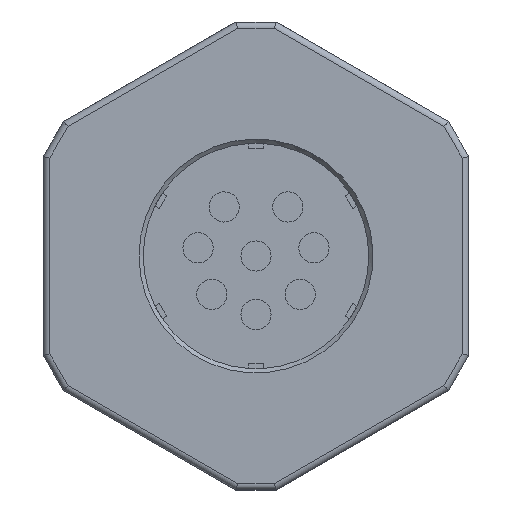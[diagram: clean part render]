
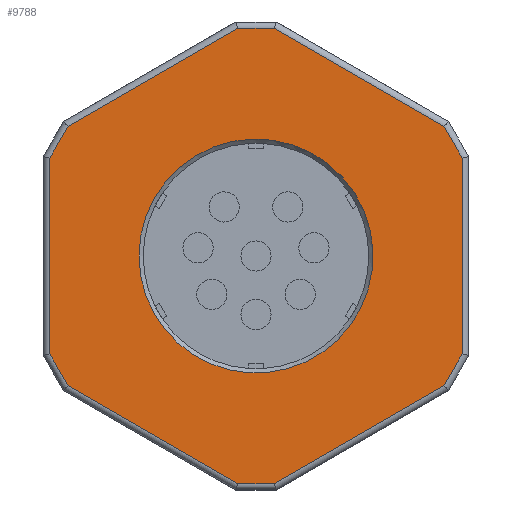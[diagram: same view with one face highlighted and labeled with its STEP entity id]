
A CAD part, left-side view. The second image highlights one B-rep face of the part: STEP entity #9788.
In plain terms, the highlighted planar face has unit normal (-1, 0, 0).
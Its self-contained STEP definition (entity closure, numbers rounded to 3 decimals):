
#366=PLANE('',#10848);
#992=LINE('',#21378,#1905);
#993=LINE('',#21381,#1906);
#994=LINE('',#21383,#1907);
#995=LINE('',#21385,#1908);
#996=LINE('',#21387,#1909);
#997=LINE('',#21389,#1910);
#998=LINE('',#21391,#1911);
#999=LINE('',#21393,#1912);
#1000=LINE('',#21395,#1913);
#1001=LINE('',#21397,#1914);
#1002=LINE('',#21399,#1915);
#1003=LINE('',#21401,#1916);
#1905=VECTOR('',#12270,1000.);
#1906=VECTOR('',#12271,1000.);
#1907=VECTOR('',#12272,1000.);
#1908=VECTOR('',#12273,1000.);
#1909=VECTOR('',#12274,1000.);
#1910=VECTOR('',#12275,1000.);
#1911=VECTOR('',#12276,1000.);
#1912=VECTOR('',#12277,1000.);
#1913=VECTOR('',#12278,1000.);
#1914=VECTOR('',#12279,1000.);
#1915=VECTOR('',#12280,1000.);
#1916=VECTOR('',#12281,1000.);
#3364=ORIENTED_EDGE('',*,*,#5815,.T.);
#3365=ORIENTED_EDGE('',*,*,#5816,.T.);
#3366=ORIENTED_EDGE('',*,*,#5817,.T.);
#3367=ORIENTED_EDGE('',*,*,#5818,.T.);
#3368=ORIENTED_EDGE('',*,*,#5819,.T.);
#3369=ORIENTED_EDGE('',*,*,#5820,.T.);
#3370=ORIENTED_EDGE('',*,*,#5821,.T.);
#3371=ORIENTED_EDGE('',*,*,#5822,.T.);
#3372=ORIENTED_EDGE('',*,*,#5823,.T.);
#3373=ORIENTED_EDGE('',*,*,#5824,.T.);
#3374=ORIENTED_EDGE('',*,*,#5825,.T.);
#3375=ORIENTED_EDGE('',*,*,#5826,.T.);
#3376=ORIENTED_EDGE('',*,*,#5827,.T.);
#5815=EDGE_CURVE('',#7054,#7054,#7789,.T.);
#5816=EDGE_CURVE('',#7055,#7056,#992,.F.);
#5817=EDGE_CURVE('',#7056,#7057,#993,.F.);
#5818=EDGE_CURVE('',#7057,#7058,#994,.F.);
#5819=EDGE_CURVE('',#7058,#7059,#995,.F.);
#5820=EDGE_CURVE('',#7059,#7060,#996,.F.);
#5821=EDGE_CURVE('',#7060,#7061,#997,.F.);
#5822=EDGE_CURVE('',#7061,#7062,#998,.F.);
#5823=EDGE_CURVE('',#7062,#7063,#999,.F.);
#5824=EDGE_CURVE('',#7063,#7064,#1000,.F.);
#5825=EDGE_CURVE('',#7064,#7065,#1001,.F.);
#5826=EDGE_CURVE('',#7065,#7066,#1002,.F.);
#5827=EDGE_CURVE('',#7066,#7055,#1003,.F.);
#7054=VERTEX_POINT('',#21377);
#7055=VERTEX_POINT('',#21379);
#7056=VERTEX_POINT('',#21380);
#7057=VERTEX_POINT('',#21382);
#7058=VERTEX_POINT('',#21384);
#7059=VERTEX_POINT('',#21386);
#7060=VERTEX_POINT('',#21388);
#7061=VERTEX_POINT('',#21390);
#7062=VERTEX_POINT('',#21392);
#7063=VERTEX_POINT('',#21394);
#7064=VERTEX_POINT('',#21396);
#7065=VERTEX_POINT('',#21398);
#7066=VERTEX_POINT('',#21400);
#7789=CIRCLE('',#10849,5.5);
#8203=EDGE_LOOP('',(#3364));
#8204=EDGE_LOOP('',(#3365,#3366,#3367,#3368,#3369,#3370,#3371,#3372,#3373,
#3374,#3375,#3376));
#8952=FACE_BOUND('',#8203,.T.);
#8953=FACE_BOUND('',#8204,.T.);
#9788=ADVANCED_FACE('',(#8952,#8953),#366,.F.);
#10848=AXIS2_PLACEMENT_3D('',#21375,#12266,#12267);
#10849=AXIS2_PLACEMENT_3D('',#21376,#12268,#12269);
#12266=DIRECTION('',(1.,0.,0.));
#12267=DIRECTION('',(0.,0.,-1.));
#12268=DIRECTION('',(1.,0.,0.));
#12269=DIRECTION('',(0.,0.,-1.));
#12270=DIRECTION('',(0.,0.866,-0.5));
#12271=DIRECTION('',(0.,0.5,-0.866));
#12272=DIRECTION('',(0.,0.,-1.));
#12273=DIRECTION('',(0.,-0.5,-0.866));
#12274=DIRECTION('',(0.,-0.866,-0.5));
#12275=DIRECTION('',(0.,-1.,0.));
#12276=DIRECTION('',(0.,-0.866,0.5));
#12277=DIRECTION('',(0.,-0.5,0.866));
#12278=DIRECTION('',(0.,0.,1.));
#12279=DIRECTION('',(0.,0.5,0.866));
#12280=DIRECTION('',(0.,0.866,0.5));
#12281=DIRECTION('',(0.,1.,0.));
#21375=CARTESIAN_POINT('',(-1.5,0.,0.));
#21376=CARTESIAN_POINT('',(-1.5,0.,0.));
#21377=CARTESIAN_POINT('',(-1.5,0.,-5.5));
#21378=CARTESIAN_POINT('',(-1.5,-5.35,-9.266));
#21379=CARTESIAN_POINT('',(-1.5,-4.599,-9.7));
#21380=CARTESIAN_POINT('',(-1.5,-6.101,-8.833));
#21381=CARTESIAN_POINT('',(-1.5,-8.4,-4.85));
#21382=CARTESIAN_POINT('',(-1.5,-10.7,-0.867));
#21383=CARTESIAN_POINT('',(-1.5,-10.7,0.));
#21384=CARTESIAN_POINT('',(-1.5,-10.7,0.867));
#21385=CARTESIAN_POINT('',(-1.5,-8.4,4.85));
#21386=CARTESIAN_POINT('',(-1.5,-6.101,8.833));
#21387=CARTESIAN_POINT('',(-1.5,-5.35,9.266));
#21388=CARTESIAN_POINT('',(-1.5,-4.599,9.7));
#21389=CARTESIAN_POINT('',(-1.5,0.,9.7));
#21390=CARTESIAN_POINT('',(-1.5,4.599,9.7));
#21391=CARTESIAN_POINT('',(-1.5,5.35,9.266));
#21392=CARTESIAN_POINT('',(-1.5,6.101,8.833));
#21393=CARTESIAN_POINT('',(-1.5,8.4,4.85));
#21394=CARTESIAN_POINT('',(-1.5,10.7,0.867));
#21395=CARTESIAN_POINT('',(-1.5,10.7,0.));
#21396=CARTESIAN_POINT('',(-1.5,10.7,-0.867));
#21397=CARTESIAN_POINT('',(-1.5,8.4,-4.85));
#21398=CARTESIAN_POINT('',(-1.5,6.101,-8.833));
#21399=CARTESIAN_POINT('',(-1.5,5.35,-9.266));
#21400=CARTESIAN_POINT('',(-1.5,4.599,-9.7));
#21401=CARTESIAN_POINT('',(-1.5,0.,-9.7));
